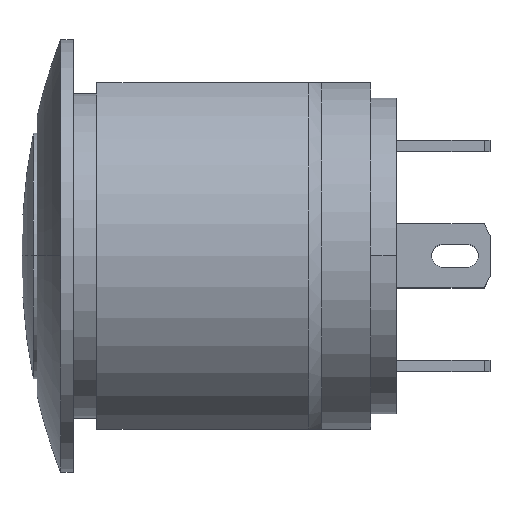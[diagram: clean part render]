
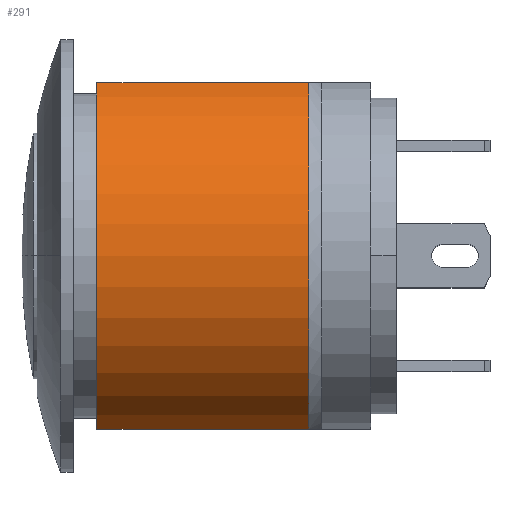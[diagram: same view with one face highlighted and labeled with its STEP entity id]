
A CAD part, top view. The second image highlights one B-rep face of the part: STEP entity #291.
In plain terms, the highlighted cylindrical face has radius 8 mm (diameter 16 mm), a partial arc.
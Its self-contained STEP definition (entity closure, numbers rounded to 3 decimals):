
#291=ADVANCED_FACE('',(#598),#599,.T.);
#598=FACE_OUTER_BOUND('',#898,.T.);
#599=CYLINDRICAL_SURFACE('',#899,8.0);
#898=EDGE_LOOP('',(#1704,#1705,#1706,#1707));
#899=AXIS2_PLACEMENT_3D('',#1708,#1709,#1710);
#1704=ORIENTED_EDGE('',*,*,#2018,.T.);
#1705=ORIENTED_EDGE('',*,*,#2042,.F.);
#1706=ORIENTED_EDGE('',*,*,#2034,.T.);
#1707=ORIENTED_EDGE('',*,*,#2040,.T.);
#1708=CARTESIAN_POINT('',(7.929,0.0,0.0));
#1709=DIRECTION('',(1.0,0.0,0.0));
#1710=DIRECTION('',(0.0,1.0,0.0));
#2018=EDGE_CURVE('',#2466,#2478,#2480,.T.);
#2034=EDGE_CURVE('',#2502,#2500,#2503,.T.);
#2040=EDGE_CURVE('',#2500,#2466,#2510,.T.);
#2042=EDGE_CURVE('',#2502,#2478,#2512,.T.);
#2466=VERTEX_POINT('',#3098);
#2478=VERTEX_POINT('',#3124);
#2480=LINE('',#3135,#3136);
#2500=VERTEX_POINT('',#3168);
#2502=VERTEX_POINT('',#3171);
#2503=LINE('',#3172,#3173);
#2510=CIRCLE('',#3190,8.0);
#2512=CIRCLE('',#3192,8.0);
#3098=CARTESIAN_POINT('',(1.0,-7.4,3.04));
#3124=CARTESIAN_POINT('',(10.059,-7.4,3.04));
#3135=CARTESIAN_POINT('',(5.529,-7.4,3.04));
#3136=VECTOR('',#3486,1.0);
#3168=CARTESIAN_POINT('',(1.0,7.4,3.04));
#3171=CARTESIAN_POINT('',(10.059,7.4,3.04));
#3172=CARTESIAN_POINT('',(5.529,7.4,3.04));
#3173=VECTOR('',#3506,1.0);
#3190=AXIS2_PLACEMENT_3D('',#3511,#3512,#3513);
#3192=AXIS2_PLACEMENT_3D('',#3514,#3515,#3516);
#3486=DIRECTION('',(1.0,0.0,0.0));
#3506=DIRECTION('',(-1.0,-0.0,-0.0));
#3511=CARTESIAN_POINT('',(1.0,0.0,0.0));
#3512=DIRECTION('',(1.0,0.0,0.0));
#3513=DIRECTION('',(0.0,1.0,0.0));
#3514=CARTESIAN_POINT('',(10.059,0.0,0.0));
#3515=DIRECTION('',(1.0,0.0,0.0));
#3516=DIRECTION('',(0.0,1.0,0.0));
